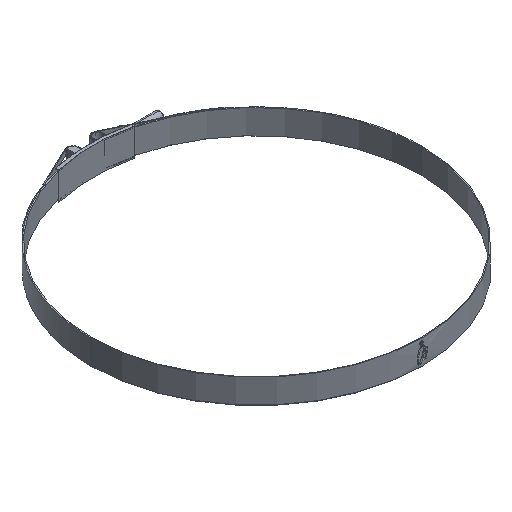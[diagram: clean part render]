
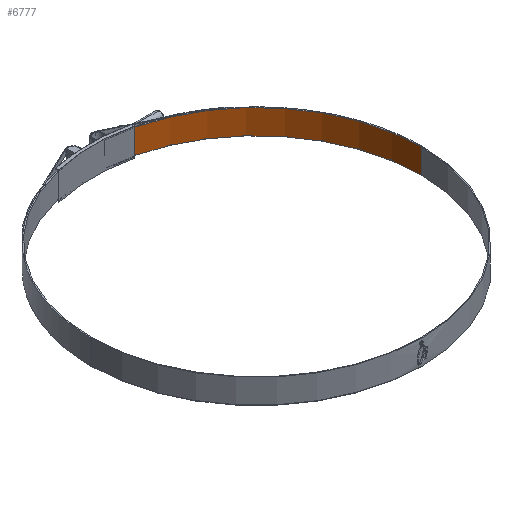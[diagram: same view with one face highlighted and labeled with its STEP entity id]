
A CAD part, isometric view. The second image highlights one B-rep face of the part: STEP entity #6777.
In plain terms, the highlighted cylindrical face has radius 130 mm (diameter 260 mm), a partial arc.
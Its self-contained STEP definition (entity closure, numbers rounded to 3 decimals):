
#10 = CIRCLE ( 'NONE', #5202, 130. ) ;
#308 = CARTESIAN_POINT ( 'NONE',  ( 0., 0., 9.65 ) ) ;
#551 = VECTOR ( 'NONE', #8230, 1000. ) ;
#1751 = AXIS2_PLACEMENT_3D ( 'NONE', #308, #10961, #12546 ) ;
#1860 = CARTESIAN_POINT ( 'NONE',  ( 130., 0., 9.65 ) ) ;
#2196 = CARTESIAN_POINT ( 'NONE',  ( 9.63, 129.643, 9.65 ) ) ;
#2940 = EDGE_CURVE ( 'NONE', #6682, #8110, #5426, .T. ) ;
#3081 = DIRECTION ( 'NONE',  ( 0., 0., -1. ) ) ;
#3780 = CARTESIAN_POINT ( 'NONE',  ( 130., 0., 9.65 ) ) ;
#4725 = DIRECTION ( 'NONE',  ( 0., 0., -1. ) ) ;
#5202 = AXIS2_PLACEMENT_3D ( 'NONE', #8321, #4725, #5887 ) ;
#5426 = CIRCLE ( 'NONE', #10325, 130. ) ;
#5474 = FACE_OUTER_BOUND ( 'NONE', #8579, .T. ) ;
#5887 = DIRECTION ( 'NONE',  ( -1., 0., 0. ) ) ;
#6030 = LINE ( 'NONE', #3780, #551 ) ;
#6211 = DIRECTION ( 'NONE',  ( -1., 0., 0. ) ) ;
#6682 = VERTEX_POINT ( 'NONE', #10881 ) ;
#6777 = ADVANCED_FACE ( 'NONE', ( #5474 ), #12058, .F. ) ;
#7056 = VERTEX_POINT ( 'NONE', #1860 ) ;
#7202 = CARTESIAN_POINT ( 'NONE',  ( 9.63, 129.643, 9.65 ) ) ;
#7530 = CARTESIAN_POINT ( 'NONE',  ( 0., 0., -9.65 ) ) ;
#8110 = VERTEX_POINT ( 'NONE', #13424 ) ;
#8171 = LINE ( 'NONE', #7202, #13670 ) ;
#8230 = DIRECTION ( 'NONE',  ( 0., 0., -1. ) ) ;
#8321 = CARTESIAN_POINT ( 'NONE',  ( 0., 0., 9.65 ) ) ;
#8579 = EDGE_LOOP ( 'NONE', ( #12761, #13669, #11689, #13020 ) ) ;
#8973 = EDGE_CURVE ( 'NONE', #7056, #8110, #6030, .T. ) ;
#10325 = AXIS2_PLACEMENT_3D ( 'NONE', #7530, #3081, #6211 ) ;
#10881 = CARTESIAN_POINT ( 'NONE',  ( 9.63, 129.643, -9.65 ) ) ;
#10961 = DIRECTION ( 'NONE',  ( 0., 0., -1. ) ) ;
#11689 = ORIENTED_EDGE ( 'NONE', *, *, #11702, .T. ) ;
#11702 = EDGE_CURVE ( 'NONE', #14411, #6682, #8171, .T. ) ;
#12058 = CYLINDRICAL_SURFACE ( 'NONE', #1751, 130. ) ;
#12546 = DIRECTION ( 'NONE',  ( -1., 0., 0. ) ) ;
#12563 = DIRECTION ( 'NONE',  ( 0., 0., -1. ) ) ;
#12761 = ORIENTED_EDGE ( 'NONE', *, *, #8973, .F. ) ;
#13020 = ORIENTED_EDGE ( 'NONE', *, *, #2940, .T. ) ;
#13424 = CARTESIAN_POINT ( 'NONE',  ( 130., 0., -9.65 ) ) ;
#13669 = ORIENTED_EDGE ( 'NONE', *, *, #13781, .F. ) ;
#13670 = VECTOR ( 'NONE', #12563, 1000. ) ;
#13781 = EDGE_CURVE ( 'NONE', #14411, #7056, #10, .T. ) ;
#14411 = VERTEX_POINT ( 'NONE', #2196 ) ;
